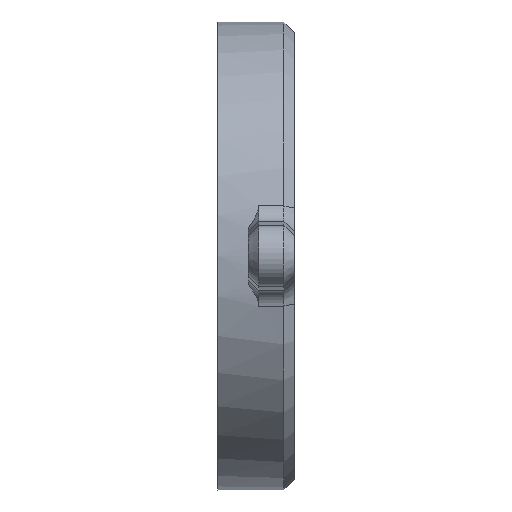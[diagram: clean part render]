
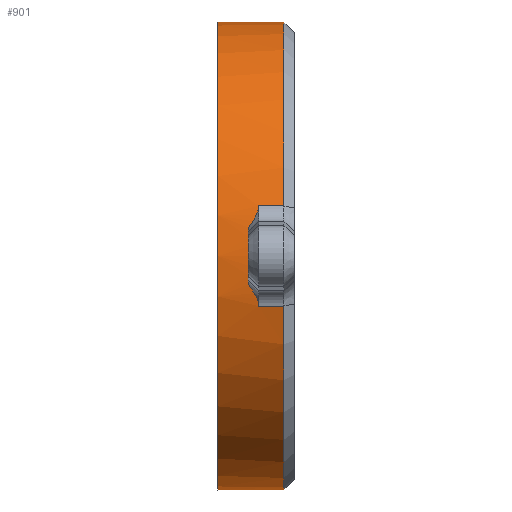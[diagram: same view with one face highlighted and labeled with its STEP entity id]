
A CAD part, left-side view. The second image highlights one B-rep face of the part: STEP entity #901.
In plain terms, the highlighted cylindrical face has radius 23 mm (diameter 46 mm), a full revolution.
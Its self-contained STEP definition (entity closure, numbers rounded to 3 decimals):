
#15=B_SPLINE_CURVE_WITH_KNOTS('',3,(#1525,#1526,#1527,#1528,#1529,#1530,
#1531,#1532),.UNSPECIFIED.,.F.,.F.,(4,2,2,4),(1.435,1.555,
1.636,1.716),.UNSPECIFIED.);
#16=B_SPLINE_CURVE_WITH_KNOTS('',3,(#1552,#1553,#1554,#1555,#1556,#1557,
#1558,#1559),.UNSPECIFIED.,.F.,.F.,(4,2,2,4),(1.716,1.797,
1.878,1.998),.UNSPECIFIED.);
#22=CYLINDRICAL_SURFACE('',#1048,23.);
#60=CIRCLE('',#958,23.);
#101=CIRCLE('',#1012,23.);
#102=CIRCLE('',#1013,23.);
#103=CIRCLE('',#1015,23.);
#162=FACE_OUTER_BOUND('',#216,.T.);
#216=EDGE_LOOP('',(#735,#736,#737,#738,#739,#740,#741,#742,#743,#744));
#271=LINE('',#1563,#328);
#272=LINE('',#1565,#329);
#273=LINE('',#1638,#330);
#328=VECTOR('',#1229,10.);
#329=VECTOR('',#1232,10.);
#330=VECTOR('',#1309,19.5);
#371=VERTEX_POINT('',#1429);
#373=VERTEX_POINT('',#1435);
#411=VERTEX_POINT('',#1523);
#412=VERTEX_POINT('',#1524);
#417=VERTEX_POINT('',#1550);
#418=VERTEX_POINT('',#1551);
#419=VERTEX_POINT('',#1567);
#420=VERTEX_POINT('',#1571);
#468=EDGE_CURVE('',#371,#373,#60,.T.);
#510=EDGE_CURVE('',#411,#412,#15,.T.);
#520=EDGE_CURVE('',#417,#418,#16,.T.);
#523=EDGE_CURVE('',#373,#417,#271,.T.);
#524=EDGE_CURVE('',#371,#412,#272,.T.);
#525=EDGE_CURVE('',#418,#419,#101,.F.);
#526=EDGE_CURVE('',#419,#411,#102,.F.);
#527=EDGE_CURVE('',#420,#420,#103,.T.);
#560=EDGE_CURVE('',#419,#420,#273,.T.);
#735=ORIENTED_EDGE('',*,*,#468,.F.);
#736=ORIENTED_EDGE('',*,*,#524,.T.);
#737=ORIENTED_EDGE('',*,*,#510,.F.);
#738=ORIENTED_EDGE('',*,*,#526,.F.);
#739=ORIENTED_EDGE('',*,*,#560,.T.);
#740=ORIENTED_EDGE('',*,*,#527,.T.);
#741=ORIENTED_EDGE('',*,*,#560,.F.);
#742=ORIENTED_EDGE('',*,*,#525,.F.);
#743=ORIENTED_EDGE('',*,*,#520,.F.);
#744=ORIENTED_EDGE('',*,*,#523,.F.);
#901=ADVANCED_FACE('',(#162),#22,.T.);
#958=AXIS2_PLACEMENT_3D('',#1439,#1113,#1114);
#1012=AXIS2_PLACEMENT_3D('',#1568,#1235,#1236);
#1013=AXIS2_PLACEMENT_3D('',#1569,#1237,#1238);
#1015=AXIS2_PLACEMENT_3D('',#1572,#1241,#1242);
#1048=AXIS2_PLACEMENT_3D('',#1637,#1307,#1308);
#1113=DIRECTION('center_axis',(0.,-1.,0.));
#1114=DIRECTION('ref_axis',(1.,0.,0.));
#1229=DIRECTION('',(0.,1.,0.));
#1232=DIRECTION('',(0.,1.,0.));
#1235=DIRECTION('center_axis',(0.,1.,0.));
#1236=DIRECTION('ref_axis',(1.,0.,0.));
#1237=DIRECTION('center_axis',(0.,1.,0.));
#1238=DIRECTION('ref_axis',(1.,0.,0.));
#1241=DIRECTION('center_axis',(0.,-1.,0.));
#1242=DIRECTION('ref_axis',(1.,0.,0.));
#1307=DIRECTION('center_axis',(0.,-1.,0.));
#1308=DIRECTION('ref_axis',(1.,0.,0.));
#1309=DIRECTION('',(0.,1.,0.));
#1429=CARTESIAN_POINT('',(51.21,-33.868,-51.182));
#1435=CARTESIAN_POINT('',(51.21,-33.868,-41.347));
#1439=CARTESIAN_POINT('Origin',(73.678,-33.868,-46.265));
#1523=CARTESIAN_POINT('',(50.849,-30.368,-49.068));
#1524=CARTESIAN_POINT('',(51.21,-31.368,-51.182));
#1525=CARTESIAN_POINT('Ctrl Pts',(50.849,-30.368,-49.068));
#1526=CARTESIAN_POINT('Ctrl Pts',(50.882,-30.578,-49.336));
#1527=CARTESIAN_POINT('Ctrl Pts',(50.92,-30.772,-49.604));
#1528=CARTESIAN_POINT('Ctrl Pts',(50.995,-31.054,-50.075));
#1529=CARTESIAN_POINT('Ctrl Pts',(51.028,-31.156,-50.27));
#1530=CARTESIAN_POINT('Ctrl Pts',(51.107,-31.312,-50.692));
#1531=CARTESIAN_POINT('Ctrl Pts',(51.152,-31.368,-50.919));
#1532=CARTESIAN_POINT('Ctrl Pts',(51.21,-31.368,-51.182));
#1550=CARTESIAN_POINT('',(51.21,-31.368,-41.347));
#1551=CARTESIAN_POINT('',(50.849,-30.368,-43.461));
#1552=CARTESIAN_POINT('Ctrl Pts',(51.21,-31.368,-41.347));
#1553=CARTESIAN_POINT('Ctrl Pts',(51.152,-31.368,-41.61));
#1554=CARTESIAN_POINT('Ctrl Pts',(51.107,-31.312,-41.837));
#1555=CARTESIAN_POINT('Ctrl Pts',(51.028,-31.156,-42.26));
#1556=CARTESIAN_POINT('Ctrl Pts',(50.995,-31.054,-42.454));
#1557=CARTESIAN_POINT('Ctrl Pts',(50.92,-30.772,-42.926));
#1558=CARTESIAN_POINT('Ctrl Pts',(50.882,-30.578,-43.193));
#1559=CARTESIAN_POINT('Ctrl Pts',(50.849,-30.368,-43.461));
#1563=CARTESIAN_POINT('',(51.21,-29.618,-41.347));
#1565=CARTESIAN_POINT('',(51.21,-30.868,-51.182));
#1567=CARTESIAN_POINT('',(50.678,-30.368,-46.265));
#1568=CARTESIAN_POINT('Origin',(73.678,-30.368,-46.265));
#1569=CARTESIAN_POINT('Origin',(73.678,-30.368,-46.265));
#1571=CARTESIAN_POINT('',(50.678,-27.368,-46.265));
#1572=CARTESIAN_POINT('Origin',(73.678,-27.368,-46.265));
#1637=CARTESIAN_POINT('Origin',(73.678,-29.618,-46.265));
#1638=CARTESIAN_POINT('',(50.678,-29.618,-46.265));
